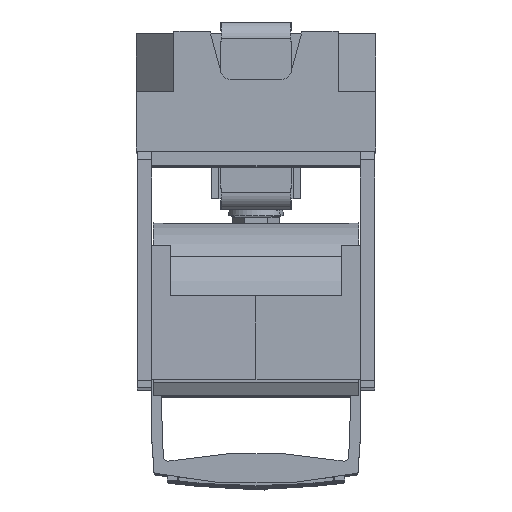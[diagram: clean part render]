
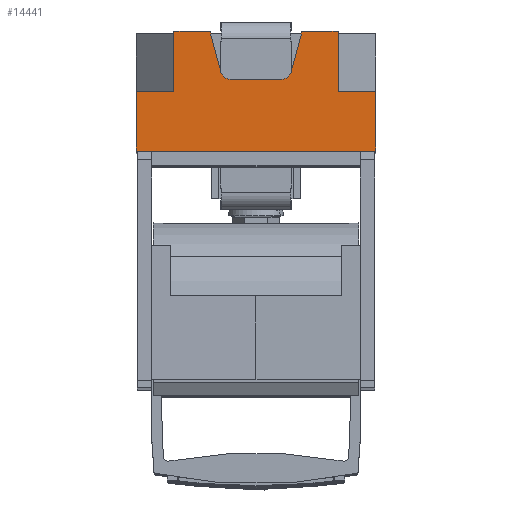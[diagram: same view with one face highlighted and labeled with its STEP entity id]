
A CAD part, top view. The second image highlights one B-rep face of the part: STEP entity #14441.
In plain terms, the highlighted planar face has unit normal (0, 0, 1).
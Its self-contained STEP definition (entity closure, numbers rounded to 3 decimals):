
#1169=DIRECTION('',(-1.,0.,0.));
#1170=VECTOR('',#1169,100.);
#1171=CARTESIAN_POINT('',(50.,-54.,277.5));
#1172=LINE('',#1171,#1170);
#3076=DIRECTION('',(1.,0.,0.));
#3077=VECTOR('',#3076,8.25);
#3078=CARTESIAN_POINT('',(19.25,-4.,277.5));
#3079=LINE('',#3078,#3077);
#3104=DIRECTION('',(1.,0.,0.));
#3105=VECTOR('',#3104,8.25);
#3106=CARTESIAN_POINT('',(-27.5,-4.,277.5));
#3107=LINE('',#3106,#3105);
#3247=DIRECTION('',(0.,-1.,0.));
#3248=VECTOR('',#3247,25.);
#3249=CARTESIAN_POINT('',(50.,-29.,277.5));
#3250=LINE('',#3249,#3248);
#3310=DIRECTION('',(-0.259,-0.966,0.));
#3311=VECTOR('',#3310,16.424);
#3312=CARTESIAN_POINT('',(18.936,-5.171,277.5));
#3313=LINE('',#3312,#3311);
#3317=DIRECTION('',(-1.,0.,0.));
#3318=VECTOR('',#3317,0.314);
#3319=CARTESIAN_POINT('',(19.25,-4.,277.5));
#3320=LINE('',#3319,#3318);
#3324=DIRECTION('',(-1.,0.,0.));
#3325=VECTOR('',#3324,6.764);
#3326=CARTESIAN_POINT('',(34.264,-4.,277.5));
#3327=LINE('',#3326,#3325);
#3331=DIRECTION('',(0.,1.,0.));
#3332=VECTOR('',#3331,25.);
#3333=CARTESIAN_POINT('',(34.264,-29.,277.5));
#3334=LINE('',#3333,#3332);
#3338=DIRECTION('',(-1.,0.,0.));
#3339=VECTOR('',#3338,6.764);
#3340=CARTESIAN_POINT('',(-27.5,-4.,277.5));
#3341=LINE('',#3340,#3339);
#3345=DIRECTION('',(-1.,0.,0.));
#3346=VECTOR('',#3345,0.314);
#3347=CARTESIAN_POINT('',(-18.936,-4.,277.5));
#3348=LINE('',#3347,#3346);
#3352=DIRECTION('',(0.,1.,0.));
#3353=VECTOR('',#3352,1.171);
#3354=CARTESIAN_POINT('',(-18.936,-5.171,277.5));
#3355=LINE('',#3354,#3353);
#3359=DIRECTION('',(-0.259,0.966,0.));
#3360=VECTOR('',#3359,16.424);
#3361=CARTESIAN_POINT('',(-14.685,-21.035,277.5));
#3362=LINE('',#3361,#3360);
#3366=CARTESIAN_POINT('',(-10.822,-20.,277.5));
#3367=DIRECTION('',(0.,0.,-1.));
#3368=DIRECTION('',(0.,-1.,0.));
#3369=AXIS2_PLACEMENT_3D('',#3366,#3367,#3368);
#3374=CARTESIAN_POINT('',(10.822,-20.,277.5));
#3375=DIRECTION('',(0.,0.,-1.));
#3376=DIRECTION('',(0.966,-0.259,0.));
#3377=AXIS2_PLACEMENT_3D('',#3374,#3375,#3376);
#3440=DIRECTION('',(0.,1.,0.));
#3441=VECTOR('',#3440,1.171);
#3442=CARTESIAN_POINT('',(18.936,-5.171,277.5));
#3443=LINE('',#3442,#3441);
#4018=DIRECTION('',(1.,0.,0.));
#4019=VECTOR('',#4018,21.643);
#4020=CARTESIAN_POINT('',(-10.822,-24.,277.5));
#4021=LINE('',#4020,#4019);
#5395=DIRECTION('',(1.,0.,0.));
#5396=VECTOR('',#5395,15.736);
#5397=CARTESIAN_POINT('',(34.264,-29.,277.5));
#5398=LINE('',#5397,#5396);
#5423=DIRECTION('',(0.,1.,0.));
#5424=VECTOR('',#5423,25.);
#5425=CARTESIAN_POINT('',(-50.,-54.,277.5));
#5426=LINE('',#5425,#5424);
#5745=DIRECTION('',(0.,1.,0.));
#5746=VECTOR('',#5745,25.);
#5747=CARTESIAN_POINT('',(-34.264,-29.,277.5));
#5748=LINE('',#5747,#5746);
#5759=DIRECTION('',(1.,0.,0.));
#5760=VECTOR('',#5759,15.736);
#5761=CARTESIAN_POINT('',(-50.,-29.,277.5));
#5762=LINE('',#5761,#5760);
#10256=CARTESIAN_POINT('',(34.264,-4.,277.5));
#10257=VERTEX_POINT('',#10256);
#10258=CARTESIAN_POINT('',(34.264,-29.,277.5));
#10259=VERTEX_POINT('',#10258);
#10260=CARTESIAN_POINT('',(50.,-29.,277.5));
#10261=VERTEX_POINT('',#10260);
#10262=CARTESIAN_POINT('',(-34.264,-29.,277.5));
#10263=CARTESIAN_POINT('',(-34.264,-4.,277.5));
#10264=VERTEX_POINT('',#10262);
#10265=VERTEX_POINT('',#10263);
#10270=CARTESIAN_POINT('',(-14.685,-21.035,277.5));
#10271=CARTESIAN_POINT('',(-18.936,-5.171,277.5));
#10272=VERTEX_POINT('',#10270);
#10273=VERTEX_POINT('',#10271);
#10278=CARTESIAN_POINT('',(-10.822,-24.,277.5));
#10280=VERTEX_POINT('',#10278);
#10283=CARTESIAN_POINT('',(10.822,-24.,277.5));
#10285=VERTEX_POINT('',#10283);
#10286=CARTESIAN_POINT('',(14.685,-21.035,277.5));
#10288=VERTEX_POINT('',#10286);
#10292=CARTESIAN_POINT('',(18.936,-5.171,277.5));
#10293=VERTEX_POINT('',#10292);
#10302=CARTESIAN_POINT('',(-50.,-29.,277.5));
#10303=VERTEX_POINT('',#10302);
#10336=CARTESIAN_POINT('',(-27.5,-4.,277.5));
#10337=VERTEX_POINT('',#10336);
#10338=CARTESIAN_POINT('',(-19.25,-4.,277.5));
#10339=VERTEX_POINT('',#10338);
#10340=CARTESIAN_POINT('',(-18.936,-4.,277.5));
#10341=VERTEX_POINT('',#10340);
#10346=CARTESIAN_POINT('',(18.936,-4.,277.5));
#10347=VERTEX_POINT('',#10346);
#10348=CARTESIAN_POINT('',(19.25,-4.,277.5));
#10349=VERTEX_POINT('',#10348);
#10350=CARTESIAN_POINT('',(27.5,-4.,277.5));
#10351=VERTEX_POINT('',#10350);
#10681=CARTESIAN_POINT('',(50.,-54.,277.5));
#10682=VERTEX_POINT('',#10681);
#10683=CARTESIAN_POINT('',(-50.,-54.,277.5));
#10684=VERTEX_POINT('',#10683);
#14402=CARTESIAN_POINT('',(0.,-4.,277.5));
#14403=DIRECTION('',(0.,0.,1.));
#14404=DIRECTION('',(0.,-1.,0.));
#14405=AXIS2_PLACEMENT_3D('',#14402,#14403,#14404);
#14406=PLANE('',#14405);
#14408=ORIENTED_EDGE('',*,*,#14407,.F.);
#14410=ORIENTED_EDGE('',*,*,#14409,.T.);
#14411=ORIENTED_EDGE('',*,*,#14261,.F.);
#14412=ORIENTED_EDGE('',*,*,#14259,.T.);
#14413=ORIENTED_EDGE('',*,*,#14257,.F.);
#14415=ORIENTED_EDGE('',*,*,#14414,.F.);
#14417=ORIENTED_EDGE('',*,*,#14416,.T.);
#14418=ORIENTED_EDGE('',*,*,#14343,.T.);
#14419=ORIENTED_EDGE('',*,*,#12478,.T.);
#14421=ORIENTED_EDGE('',*,*,#14420,.T.);
#14423=ORIENTED_EDGE('',*,*,#14422,.T.);
#14425=ORIENTED_EDGE('',*,*,#14424,.T.);
#14426=ORIENTED_EDGE('',*,*,#14273,.F.);
#14427=ORIENTED_EDGE('',*,*,#14271,.T.);
#14428=ORIENTED_EDGE('',*,*,#14269,.F.);
#14430=ORIENTED_EDGE('',*,*,#14429,.F.);
#14432=ORIENTED_EDGE('',*,*,#14431,.F.);
#14434=ORIENTED_EDGE('',*,*,#14433,.F.);
#14436=ORIENTED_EDGE('',*,*,#14435,.T.);
#14438=ORIENTED_EDGE('',*,*,#14437,.F.);
#14439=EDGE_LOOP('',(#14408,#14410,#14411,#14412,#14413,#14415,#14417,#14418,
#14419,#14421,#14423,#14425,#14426,#14427,#14428,#14430,#14432,#14434,#14436,
#14438));
#14440=FACE_OUTER_BOUND('',#14439,.F.);
#3370=CIRCLE('',#3369,4.);
#3378=CIRCLE('',#3377,4.);
#12478=EDGE_CURVE('',#10682,#10684,#1172,.T.);
#14257=EDGE_CURVE('',#10257,#10351,#3327,.T.);
#14259=EDGE_CURVE('',#10349,#10351,#3079,.T.);
#14261=EDGE_CURVE('',#10349,#10347,#3320,.T.);
#14269=EDGE_CURVE('',#10341,#10339,#3348,.T.);
#14271=EDGE_CURVE('',#10337,#10339,#3107,.T.);
#14273=EDGE_CURVE('',#10337,#10265,#3341,.T.);
#14343=EDGE_CURVE('',#10261,#10682,#3250,.T.);
#14407=EDGE_CURVE('',#10293,#10288,#3313,.T.);
#14409=EDGE_CURVE('',#10293,#10347,#3443,.T.);
#14414=EDGE_CURVE('',#10259,#10257,#3334,.T.);
#14416=EDGE_CURVE('',#10259,#10261,#5398,.T.);
#14420=EDGE_CURVE('',#10684,#10303,#5426,.T.);
#14422=EDGE_CURVE('',#10303,#10264,#5762,.T.);
#14424=EDGE_CURVE('',#10264,#10265,#5748,.T.);
#14429=EDGE_CURVE('',#10273,#10341,#3355,.T.);
#14431=EDGE_CURVE('',#10272,#10273,#3362,.T.);
#14433=EDGE_CURVE('',#10280,#10272,#3370,.T.);
#14435=EDGE_CURVE('',#10280,#10285,#4021,.T.);
#14437=EDGE_CURVE('',#10288,#10285,#3378,.T.);
#14441=ADVANCED_FACE('',(#14440),#14406,.T.);
